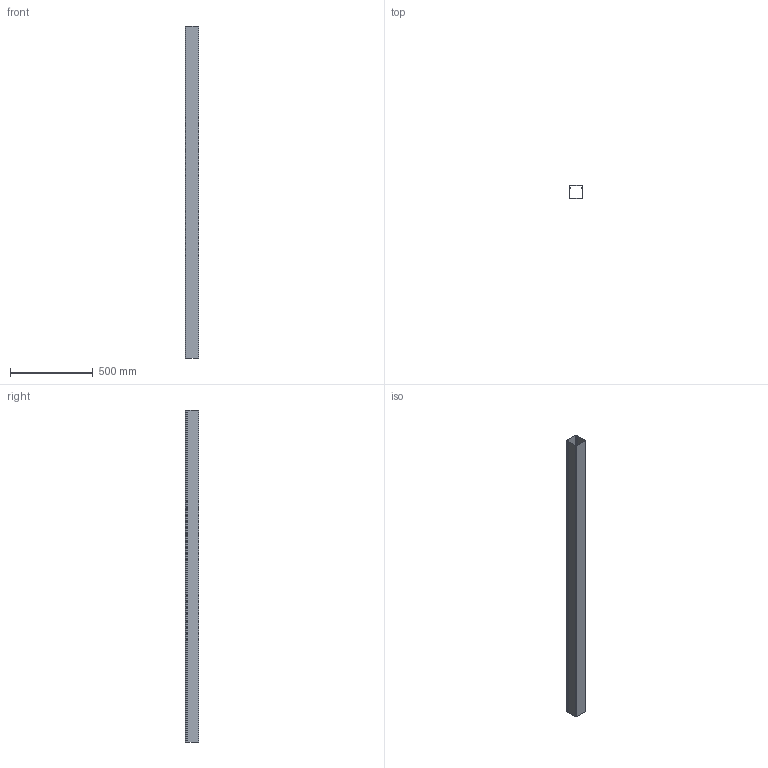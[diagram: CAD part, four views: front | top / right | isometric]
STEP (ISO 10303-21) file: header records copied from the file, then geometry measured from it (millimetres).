
FILE_DESCRIPTION (( 'STEP AP214' ), '1' );
FILE_NAME ('6248694.stp', '2016-10-05T11:23:56', ( '' ), ( '' ), 'SwSTEP 2.0', 'SolidWorks 2014', '' );
FILE_SCHEMA (( 'AUTOMOTIVE_DESIGN' ));
Length unit declared in the file: millimetre
Products named in the file (3): Leitungsfuehrungskanal; 6248694; Oberteil
Assembly tree (2 placements, depth 2):
  6248694
    Oberteil
    Leitungsfuehrungskanal
Bounding box: 80 x 79.98 x 2000 mm (x, y, z)
Volume: 498864.9 mm3; surface area: 1336942.4 mm2
Topology: 2 solids, 2 shells, 50 faces, 138 edges, 92 vertices
Faces by surface type: plane 28, cylinder 22
Entity records: 2211 total; most frequent: DIRECTION 292, CARTESIAN_POINT 285, ORIENTED_EDGE 276, EDGE_CURVE 138, AXIS2_PLACEMENT_3D 99, LINE 94, VECTOR 94, VERTEX_POINT 92
